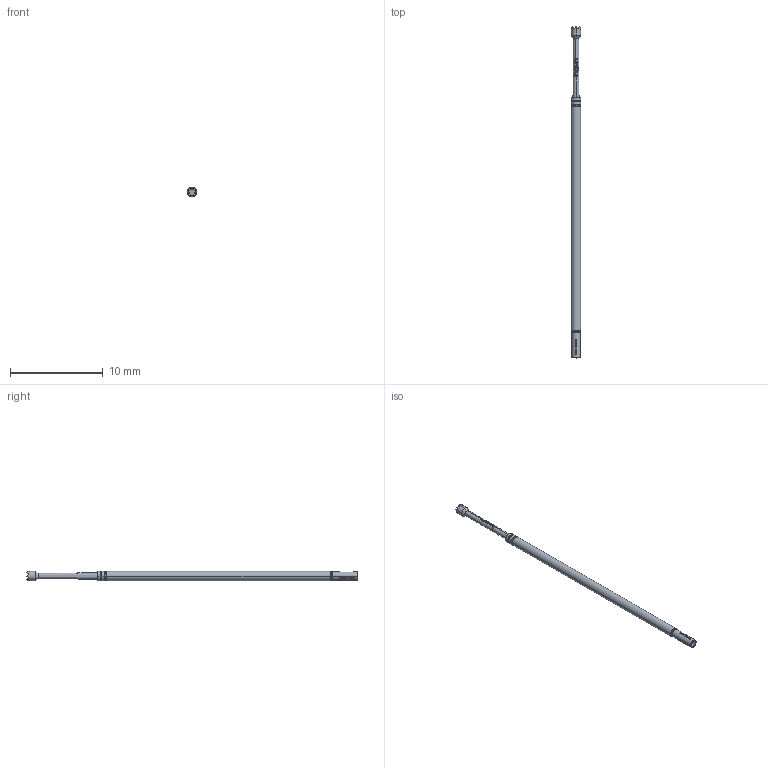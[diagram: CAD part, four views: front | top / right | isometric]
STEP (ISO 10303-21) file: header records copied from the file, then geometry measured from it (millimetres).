
FILE_DESCRIPTION (( 'STEP AP203' ), '1' );
FILE_NAME ('INGUN_S-050_306_100_A_xx00_S.STEP', '2022-01-28T07:07:59', ( 'ochi' ), ( '' ), 'SwSTEP 2.0', 'SolidWorks 2018', '' );
FILE_SCHEMA (( 'CONFIG_CONTROL_DESIGN' ));
Length unit declared in the file: millimetre
Products named in the file (1): INGUN_S-050_306_100_A_xx00_S
Bounding box: 1.01 x 35.81 x 1.01 mm (x, y, z)
Volume: 23.8 mm3; surface area: 113.1 mm2
Topology: 1 solids, 1 shells, 154 faces, 380 edges, 237 vertices
Faces by surface type: bspline 64, plane 37, cylinder 25, torus 14, cone 14
Entity records: 6335 total; most frequent: CARTESIAN_POINT 3230, ORIENTED_EDGE 760, DIRECTION 416, EDGE_CURVE 380, VERTEX_POINT 237, B_SPLINE_CURVE_WITH_KNOTS 198, AXIS2_PLACEMENT_3D 165, EDGE_LOOP 163
